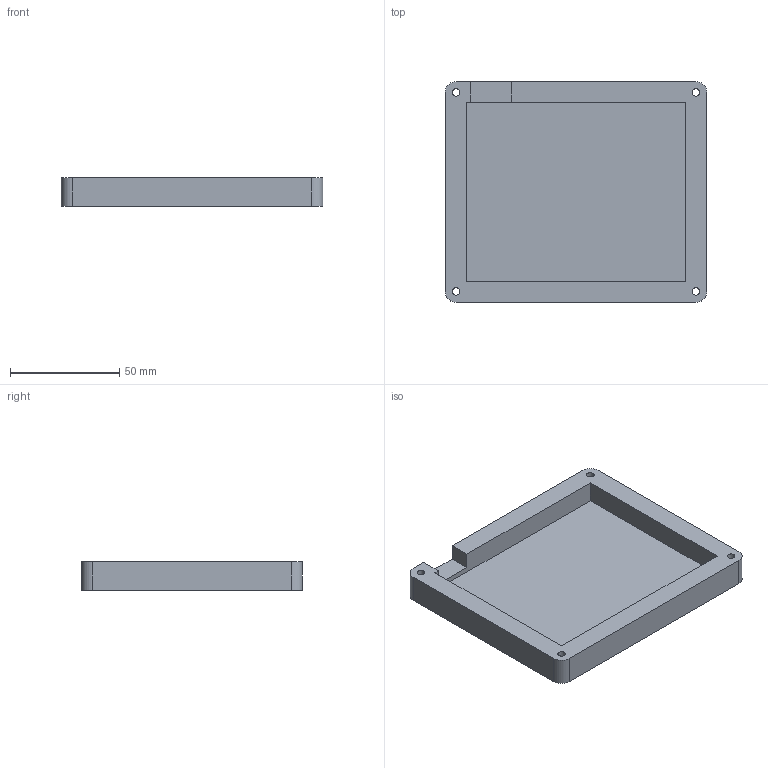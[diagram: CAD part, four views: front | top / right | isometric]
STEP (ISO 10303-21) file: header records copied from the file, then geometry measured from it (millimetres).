
FILE_DESCRIPTION(/* description */ ('','CAx-IF Rec.Pracs.---Representation and Presentation of Product Manufacturing Information (PMI)---4.0---2014-10-13'),/* implementation_level */ '2;1');
FILE_NAME(/* name */ 'PyroProtato Macropad Bottom.step',/* time_stamp */ '2025-02-17T11:13:05-05:00',/* author */ (''),/* organization */ (''),/* preprocessor_version */ 'ST-DEVELOPER v20',/* originating_system */ 'Autodesk Translation Framework v13.20.0.188',/* authorisation */ '');
FILE_SCHEMA (('AP242_MANAGED_MODEL_BASED_3D_ENGINEERING_MIM_LF { 1 0 10303 442 1 1 4 }'));
Length unit declared in the file: millimetre
Products named in the file (2): PyroProtato Macropad Bottom; Component1
Assembly tree (1 placements, depth 2):
  PyroProtato Macropad Bottom
    Component1
Bounding box: 119.54 x 100.96 x 13 mm (x, y, z)
Volume: 72152.4 mm3; surface area: 36078.8 mm2
Topology: 2 solids, 2 shells, 450 faces, 1239 edges, 826 vertices
Faces by surface type: bspline 279, plane 159, cylinder 12
Full cylindrical faces by diameter (mm): 3.4 x4, 6 x4
Entity records: 16889 total; most frequent: CARTESIAN_POINT 7261, ORIENTED_EDGE 2478, EDGE_CURVE 1239, DIRECTION 1053, VERTEX_POINT 826, LINE 657, VECTOR 657, B_SPLINE_CURVE_WITH_KNOTS 558
